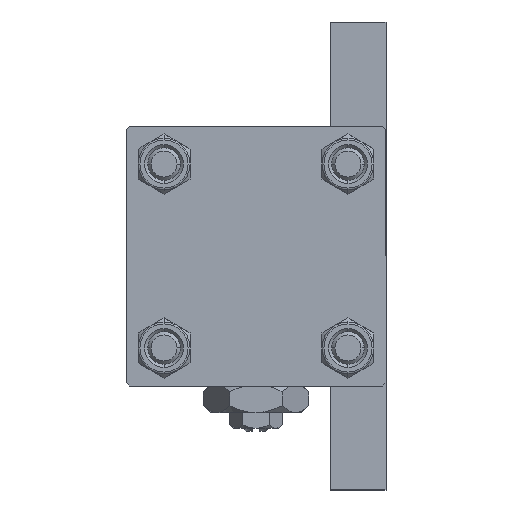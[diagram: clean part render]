
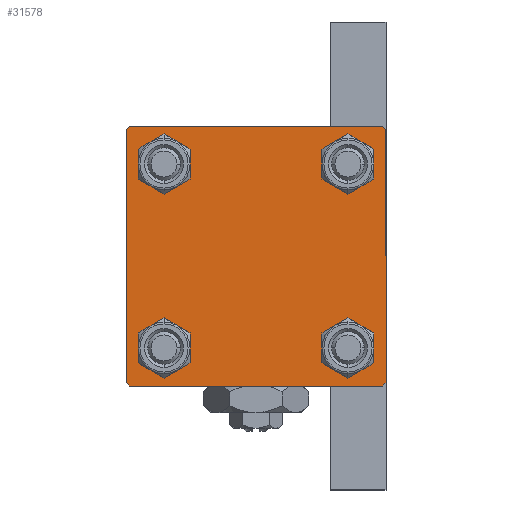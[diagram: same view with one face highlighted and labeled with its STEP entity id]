
A CAD part, left-side view. The second image highlights one B-rep face of the part: STEP entity #31578.
In plain terms, the highlighted planar face has unit normal (-1, 0, 0).
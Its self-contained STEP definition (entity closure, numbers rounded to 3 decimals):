
#225 = ORIENTED_EDGE ( 'NONE', *, *, #2924, .T. ) ;
#242 = CIRCLE ( 'NONE', #9900, 3. ) ;
#1443 = EDGE_CURVE ( 'NONE', #48393, #46371, #32411, .T. ) ;
#1537 = CARTESIAN_POINT ( 'NONE',  ( 0., -14.15, 17.15 ) ) ;
#2479 = DIRECTION ( 'NONE',  ( 0., 0., 1. ) ) ;
#2924 = EDGE_CURVE ( 'NONE', #4155, #27784, #34374, .T. ) ;
#2972 = CARTESIAN_POINT ( 'NONE',  ( 0., 14.15, 14.15 ) ) ;
#3276 = AXIS2_PLACEMENT_3D ( 'NONE', #36041, #43644, #12337 ) ;
#3556 = CARTESIAN_POINT ( 'NONE',  ( 0., 20., 19.5 ) ) ;
#3949 = CARTESIAN_POINT ( 'NONE',  ( 0., 20., 20. ) ) ;
#3985 = AXIS2_PLACEMENT_3D ( 'NONE', #40848, #10037, #2479 ) ;
#4031 = DIRECTION ( 'NONE',  ( 0., 0., 1. ) ) ;
#4042 = VECTOR ( 'NONE', #45601, 1000. ) ;
#4155 = VERTEX_POINT ( 'NONE', #30298 ) ;
#4203 = CARTESIAN_POINT ( 'NONE',  ( 0., 20., 20. ) ) ;
#4553 = LINE ( 'NONE', #23707, #13279 ) ;
#4805 = ORIENTED_EDGE ( 'NONE', *, *, #36644, .T. ) ;
#5548 = EDGE_CURVE ( 'NONE', #43657, #45894, #242, .T. ) ;
#5850 = CARTESIAN_POINT ( 'NONE',  ( 0., -19.75, -19.75 ) ) ;
#6611 = AXIS2_PLACEMENT_3D ( 'NONE', #28121, #43817, #47837 ) ;
#6781 = EDGE_CURVE ( 'NONE', #46371, #48393, #46328, .T. ) ;
#7049 = ORIENTED_EDGE ( 'NONE', *, *, #46768, .T. ) ;
#7404 = EDGE_LOOP ( 'NONE', ( #7049, #225, #42551, #20788, #42382, #47304, #42782, #42505 ) ) ;
#8274 = DIRECTION ( 'NONE',  ( 1., 0., 0. ) ) ;
#8790 = FACE_OUTER_BOUND ( 'NONE', #7404, .T. ) ;
#9142 = DIRECTION ( 'NONE',  ( 0., 0., 1. ) ) ;
#9537 = PLANE ( 'NONE',  #3276 ) ;
#9900 = AXIS2_PLACEMENT_3D ( 'NONE', #23178, #38609, #4031 ) ;
#10037 = DIRECTION ( 'NONE',  ( 1., 0., 0. ) ) ;
#10113 = CARTESIAN_POINT ( 'NONE',  ( 0., -14.15, -11.15 ) ) ;
#10372 = DIRECTION ( 'NONE',  ( 0., 0., -1. ) ) ;
#10935 = EDGE_CURVE ( 'NONE', #19122, #36831, #16444, .T. ) ;
#11372 = VECTOR ( 'NONE', #46009, 1000. ) ;
#12332 = EDGE_CURVE ( 'NONE', #39758, #29375, #41824, .T. ) ;
#12337 = DIRECTION ( 'NONE',  ( 0., 0., 1. ) ) ;
#12377 = EDGE_CURVE ( 'NONE', #45894, #43657, #38706, .T. ) ;
#12474 = EDGE_CURVE ( 'NONE', #42852, #36831, #40940, .T. ) ;
#12761 = CARTESIAN_POINT ( 'NONE',  ( 0., -14.15, -14.15 ) ) ;
#12817 = FACE_BOUND ( 'NONE', #18640, .T. ) ;
#12878 = VERTEX_POINT ( 'NONE', #32208 ) ;
#13058 = DIRECTION ( 'NONE',  ( 0., 0., 1. ) ) ;
#13279 = VECTOR ( 'NONE', #20166, 1000. ) ;
#13560 = DIRECTION ( 'NONE',  ( 1., 0., 0. ) ) ;
#15079 = EDGE_CURVE ( 'NONE', #27784, #19122, #4553, .T. ) ;
#15489 = EDGE_CURVE ( 'NONE', #39758, #27682, #48337, .T. ) ;
#16444 = LINE ( 'NONE', #5850, #19978 ) ;
#16633 = CARTESIAN_POINT ( 'NONE',  ( 0., -19.5, 20. ) ) ;
#16904 = AXIS2_PLACEMENT_3D ( 'NONE', #28302, #17207, #9142 ) ;
#17150 = ORIENTED_EDGE ( 'NONE', *, *, #12377, .T. ) ;
#17207 = DIRECTION ( 'NONE',  ( 1., 0., 0. ) ) ;
#17295 = VERTEX_POINT ( 'NONE', #30498 ) ;
#17443 = CARTESIAN_POINT ( 'NONE',  ( 0., 14.15, 17.15 ) ) ;
#17534 = CARTESIAN_POINT ( 'NONE',  ( 0., 19.75, 19.75 ) ) ;
#17708 = ORIENTED_EDGE ( 'NONE', *, *, #6781, .T. ) ;
#17778 = CIRCLE ( 'NONE', #36310, 3. ) ;
#18640 = EDGE_LOOP ( 'NONE', ( #17708, #33785 ) ) ;
#19122 = VERTEX_POINT ( 'NONE', #27789 ) ;
#19265 = CIRCLE ( 'NONE', #3985, 3. ) ;
#19372 = CIRCLE ( 'NONE', #29043, 3. ) ;
#19978 = VECTOR ( 'NONE', #44225, 1000. ) ;
#20166 = DIRECTION ( 'NONE',  ( 0., -1., 0. ) ) ;
#20583 = DIRECTION ( 'NONE',  ( 0., 0.707, 0.707 ) ) ;
#20788 = ORIENTED_EDGE ( 'NONE', *, *, #10935, .T. ) ;
#21167 = AXIS2_PLACEMENT_3D ( 'NONE', #42873, #8274, #26428 ) ;
#21327 = CARTESIAN_POINT ( 'NONE',  ( 0., 14.15, -11.15 ) ) ;
#21689 = CARTESIAN_POINT ( 'NONE',  ( 0., 14.15, 11.15 ) ) ;
#21784 = VECTOR ( 'NONE', #20583, 1000. ) ;
#23178 = CARTESIAN_POINT ( 'NONE',  ( 0., 14.15, -14.15 ) ) ;
#23672 = VERTEX_POINT ( 'NONE', #1537 ) ;
#23707 = CARTESIAN_POINT ( 'NONE',  ( 0., 20., -20. ) ) ;
#24440 = CARTESIAN_POINT ( 'NONE',  ( 0., 19.5, 20. ) ) ;
#24664 = FACE_BOUND ( 'NONE', #35928, .T. ) ;
#24917 = FACE_BOUND ( 'NONE', #34509, .T. ) ;
#26428 = DIRECTION ( 'NONE',  ( 0., 0., 1. ) ) ;
#27625 = VERTEX_POINT ( 'NONE', #10113 ) ;
#27682 = VERTEX_POINT ( 'NONE', #3556 ) ;
#27754 = AXIS2_PLACEMENT_3D ( 'NONE', #2972, #45639, #48894 ) ;
#27784 = VERTEX_POINT ( 'NONE', #32462 ) ;
#27789 = CARTESIAN_POINT ( 'NONE',  ( 0., -19.5, -20. ) ) ;
#27795 = VECTOR ( 'NONE', #37465, 1000. ) ;
#28121 = CARTESIAN_POINT ( 'NONE',  ( 0., 14.15, 14.15 ) ) ;
#28140 = DIRECTION ( 'NONE',  ( 1., 0., 0. ) ) ;
#28302 = CARTESIAN_POINT ( 'NONE',  ( 0., 14.15, -14.15 ) ) ;
#28393 = LINE ( 'NONE', #39299, #21784 ) ;
#29043 = AXIS2_PLACEMENT_3D ( 'NONE', #12761, #28140, #43590 ) ;
#29375 = VERTEX_POINT ( 'NONE', #16633 ) ;
#30052 = EDGE_LOOP ( 'NONE', ( #4805, #45090 ) ) ;
#30298 = CARTESIAN_POINT ( 'NONE',  ( 0., 20., -19.5 ) ) ;
#30498 = CARTESIAN_POINT ( 'NONE',  ( 0., -14.15, 11.15 ) ) ;
#31149 = VECTOR ( 'NONE', #10372, 1000. ) ;
#31429 = DIRECTION ( 'NONE',  ( 0., 0., -1. ) ) ;
#31578 = ADVANCED_FACE ( 'NONE', ( #24664, #31994, #24917, #12817, #8790 ), #9537, .T. ) ;
#31835 = EDGE_CURVE ( 'NONE', #42852, #29375, #28393, .T. ) ;
#31920 = EDGE_CURVE ( 'NONE', #12878, #27625, #19372, .T. ) ;
#31994 = FACE_BOUND ( 'NONE', #30052, .T. ) ;
#32208 = CARTESIAN_POINT ( 'NONE',  ( 0., -14.15, -17.15 ) ) ;
#32411 = CIRCLE ( 'NONE', #6611, 3. ) ;
#32462 = CARTESIAN_POINT ( 'NONE',  ( 0., 19.5, -20. ) ) ;
#32742 = CARTESIAN_POINT ( 'NONE',  ( 0., -14.15, 14.15 ) ) ;
#33785 = ORIENTED_EDGE ( 'NONE', *, *, #1443, .T. ) ;
#34010 = CARTESIAN_POINT ( 'NONE',  ( 0., 14.15, -17.15 ) ) ;
#34374 = LINE ( 'NONE', #49767, #11372 ) ;
#34509 = EDGE_LOOP ( 'NONE', ( #44412, #17150 ) ) ;
#35455 = VECTOR ( 'NONE', #31429, 1000. ) ;
#35928 = EDGE_LOOP ( 'NONE', ( #43364, #49589 ) ) ;
#36041 = CARTESIAN_POINT ( 'NONE',  ( 0., 0., 0. ) ) ;
#36310 = AXIS2_PLACEMENT_3D ( 'NONE', #32742, #13560, #13058 ) ;
#36644 = EDGE_CURVE ( 'NONE', #27625, #12878, #48590, .T. ) ;
#36831 = VERTEX_POINT ( 'NONE', #42007 ) ;
#37465 = DIRECTION ( 'NONE',  ( 0., 0.707, -0.707 ) ) ;
#37497 = LINE ( 'NONE', #4203, #35455 ) ;
#38609 = DIRECTION ( 'NONE',  ( 1., 0., 0. ) ) ;
#38706 = CIRCLE ( 'NONE', #16904, 3. ) ;
#39299 = CARTESIAN_POINT ( 'NONE',  ( 0., -19.75, 19.75 ) ) ;
#39758 = VERTEX_POINT ( 'NONE', #24440 ) ;
#40848 = CARTESIAN_POINT ( 'NONE',  ( 0., -14.15, 14.15 ) ) ;
#40940 = LINE ( 'NONE', #44972, #31149 ) ;
#41824 = LINE ( 'NONE', #3949, #4042 ) ;
#42007 = CARTESIAN_POINT ( 'NONE',  ( 0., -20., -19.5 ) ) ;
#42382 = ORIENTED_EDGE ( 'NONE', *, *, #12474, .F. ) ;
#42505 = ORIENTED_EDGE ( 'NONE', *, *, #15489, .T. ) ;
#42551 = ORIENTED_EDGE ( 'NONE', *, *, #15079, .T. ) ;
#42782 = ORIENTED_EDGE ( 'NONE', *, *, #12332, .F. ) ;
#42852 = VERTEX_POINT ( 'NONE', #48343 ) ;
#42873 = CARTESIAN_POINT ( 'NONE',  ( 0., -14.15, -14.15 ) ) ;
#43364 = ORIENTED_EDGE ( 'NONE', *, *, #49236, .T. ) ;
#43590 = DIRECTION ( 'NONE',  ( 0., 0., 1. ) ) ;
#43644 = DIRECTION ( 'NONE',  ( -1., 0., 0. ) ) ;
#43657 = VERTEX_POINT ( 'NONE', #21327 ) ;
#43817 = DIRECTION ( 'NONE',  ( 1., 0., 0. ) ) ;
#44225 = DIRECTION ( 'NONE',  ( 0., -0.707, 0.707 ) ) ;
#44412 = ORIENTED_EDGE ( 'NONE', *, *, #5548, .T. ) ;
#44969 = EDGE_CURVE ( 'NONE', #17295, #23672, #19265, .T. ) ;
#44972 = CARTESIAN_POINT ( 'NONE',  ( 0., -20., 20. ) ) ;
#45090 = ORIENTED_EDGE ( 'NONE', *, *, #31920, .T. ) ;
#45601 = DIRECTION ( 'NONE',  ( 0., -1., 0. ) ) ;
#45639 = DIRECTION ( 'NONE',  ( 1., 0., 0. ) ) ;
#45894 = VERTEX_POINT ( 'NONE', #34010 ) ;
#46009 = DIRECTION ( 'NONE',  ( 0., -0.707, -0.707 ) ) ;
#46328 = CIRCLE ( 'NONE', #27754, 3. ) ;
#46371 = VERTEX_POINT ( 'NONE', #17443 ) ;
#46768 = EDGE_CURVE ( 'NONE', #27682, #4155, #37497, .T. ) ;
#47304 = ORIENTED_EDGE ( 'NONE', *, *, #31835, .T. ) ;
#47837 = DIRECTION ( 'NONE',  ( 0., 0., 1. ) ) ;
#48337 = LINE ( 'NONE', #17534, #27795 ) ;
#48343 = CARTESIAN_POINT ( 'NONE',  ( 0., -20., 19.5 ) ) ;
#48393 = VERTEX_POINT ( 'NONE', #21689 ) ;
#48590 = CIRCLE ( 'NONE', #21167, 3. ) ;
#48894 = DIRECTION ( 'NONE',  ( 0., 0., 1. ) ) ;
#49236 = EDGE_CURVE ( 'NONE', #23672, #17295, #17778, .T. ) ;
#49589 = ORIENTED_EDGE ( 'NONE', *, *, #44969, .T. ) ;
#49767 = CARTESIAN_POINT ( 'NONE',  ( 0., 19.75, -19.75 ) ) ;
